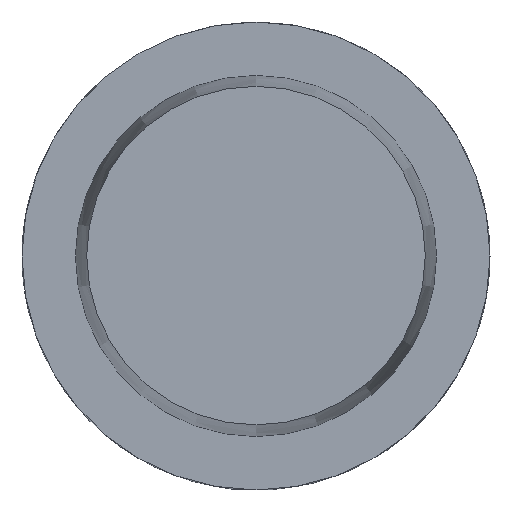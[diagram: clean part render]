
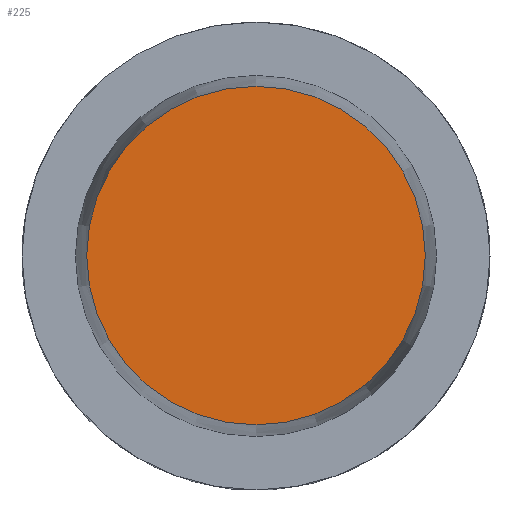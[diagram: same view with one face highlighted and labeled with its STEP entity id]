
A CAD part, top view. The second image highlights one B-rep face of the part: STEP entity #225.
In plain terms, the highlighted planar face has unit normal (0, 0, 1).
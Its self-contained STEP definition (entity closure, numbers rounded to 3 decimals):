
#225=ADVANCED_FACE('',(#299),#274,.T.);
#274=PLANE('',#880);
#299=FACE_OUTER_BOUND('',#337,.T.);
#337=EDGE_LOOP('',(#397));
#397=ORIENTED_EDGE('',*,*,#705,.F.);
#625=VERTEX_POINT('',#1209);
#705=EDGE_CURVE('',#625,#625,#819,.T.);
#819=CIRCLE('',#879,22.788);
#879=AXIS2_PLACEMENT_3D('',#1208,#972,#973);
#880=AXIS2_PLACEMENT_3D('',#1210,#974,#975);
#972=DIRECTION('',(0.,0.,-1.));
#973=DIRECTION('',(1.,0.,0.));
#974=DIRECTION('',(0.,0.,1.));
#975=DIRECTION('',(-1.,0.,0.));
#1208=CARTESIAN_POINT('',(0.,0.,32.));
#1209=CARTESIAN_POINT('',(22.788,0.,32.));
#1210=CARTESIAN_POINT('',(0.,0.,32.));
